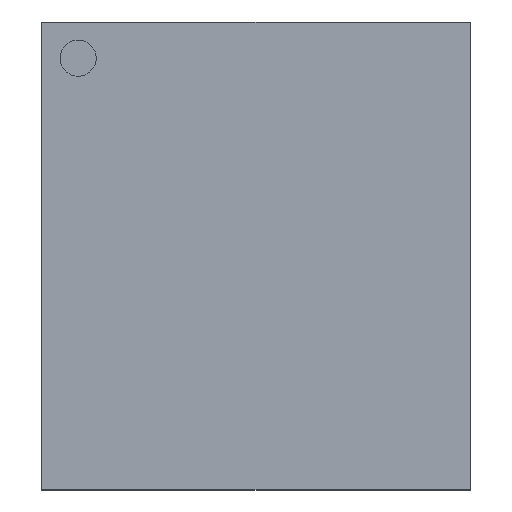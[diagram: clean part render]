
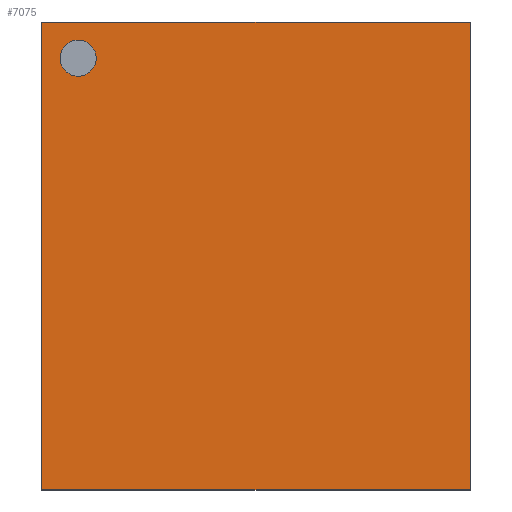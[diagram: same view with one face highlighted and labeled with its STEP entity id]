
A CAD part, top view. The second image highlights one B-rep face of the part: STEP entity #7075.
In plain terms, the highlighted free-form (B-spline) face has degree [1, 1] with [2, 2] control points.
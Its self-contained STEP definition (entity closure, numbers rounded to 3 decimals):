
#6961=CARTESIAN_POINT('',(-1.325,1.64,0.55));
#6962=VERTEX_POINT('',#6961);
#6971=CARTESIAN_POINT('',(-1.625,1.64,0.55));
#6972=VERTEX_POINT('',#6971);
#6973=CARTESIAN_POINT('',(-1.475,1.64,0.55));
#6974=DIRECTION('',(0.0,0.0,-1.0));
#6975=DIRECTION('',(1.0,0.0,0.0));
#6976=AXIS2_PLACEMENT_3D('',#6973,#6974,#6975);
#6977=CIRCLE('',#6976,0.15);
#6978=EDGE_CURVE('',#6972,#6962,#6977,.T.);
#7012=CARTESIAN_POINT('',(-1.475,1.64,0.55));
#7013=DIRECTION('',(0.0,0.0,-1.0));
#7014=DIRECTION('',(1.0,0.0,0.0));
#7015=AXIS2_PLACEMENT_3D('',#7012,#7013,#7014);
#7016=CIRCLE('',#7015,0.15);
#7017=EDGE_CURVE('',#6962,#6972,#7016,.T.);
#7032=CARTESIAN_POINT('',(-1.775,-1.94,0.55));
#7033=CARTESIAN_POINT('',(1.775,-1.94,0.55));
#7034=CARTESIAN_POINT('',(-1.775,1.94,0.55));
#7035=CARTESIAN_POINT('',(1.775,1.94,0.55));
#7036=B_SPLINE_SURFACE_WITH_KNOTS('',1,1,((#7032,#7034),(#7033,#7035)),.UNSPECIFIED.,.F.,.F.,.U.,(2,2),(2,2),(0.0,3.55),(0.0,3.88),.UNSPECIFIED.);
#7037=CARTESIAN_POINT('',(1.775,1.94,0.55));
#7038=VERTEX_POINT('',#7037);
#7039=CARTESIAN_POINT('',(1.775,-1.94,0.55));
#7040=VERTEX_POINT('',#7039);
#7041=CARTESIAN_POINT('',(1.775,1.94,0.55));
#7042=DIRECTION('',(0.0,-1.0,0.0));
#7043=VECTOR('',#7042,3.88);
#7044=LINE('',#7041,#7043);
#7045=EDGE_CURVE('',#7038,#7040,#7044,.T.);
#7046=ORIENTED_EDGE('',*,*,#7045,.F.);
#7047=CARTESIAN_POINT('',(-1.775,1.94,0.55));
#7048=VERTEX_POINT('',#7047);
#7049=CARTESIAN_POINT('',(-1.775,1.94,0.55));
#7050=DIRECTION('',(1.0,0.0,0.0));
#7051=VECTOR('',#7050,3.55);
#7052=LINE('',#7049,#7051);
#7053=EDGE_CURVE('',#7048,#7038,#7052,.T.);
#7054=ORIENTED_EDGE('',*,*,#7053,.F.);
#7055=CARTESIAN_POINT('',(-1.775,-1.94,0.55));
#7056=VERTEX_POINT('',#7055);
#7057=CARTESIAN_POINT('',(-1.775,-1.94,0.55));
#7058=DIRECTION('',(0.0,1.0,0.0));
#7059=VECTOR('',#7058,3.88);
#7060=LINE('',#7057,#7059);
#7061=EDGE_CURVE('',#7056,#7048,#7060,.T.);
#7062=ORIENTED_EDGE('',*,*,#7061,.F.);
#7063=CARTESIAN_POINT('',(1.775,-1.94,0.55));
#7064=DIRECTION('',(-1.0,0.0,0.0));
#7065=VECTOR('',#7064,3.55);
#7066=LINE('',#7063,#7065);
#7067=EDGE_CURVE('',#7040,#7056,#7066,.T.);
#7068=ORIENTED_EDGE('',*,*,#7067,.F.);
#7069=EDGE_LOOP('',(#7046,#7054,#7062,#7068));
#7070=FACE_OUTER_BOUND('',#7069,.T.);
#7071=ORIENTED_EDGE('',*,*,#7017,.T.);
#7072=ORIENTED_EDGE('',*,*,#6978,.T.);
#7073=EDGE_LOOP('',(#7071,#7072));
#7074=FACE_BOUND('',#7073,.T.);
#7075=ADVANCED_FACE('',(#7070,#7074),#7036,.T.);
